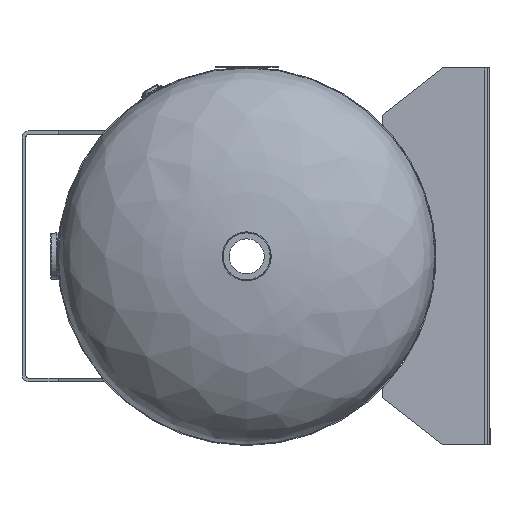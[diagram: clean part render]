
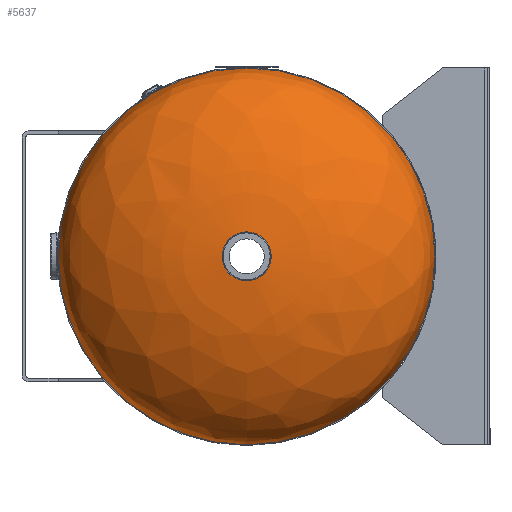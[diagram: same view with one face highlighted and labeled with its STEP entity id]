
A CAD part, left-side view. The second image highlights one B-rep face of the part: STEP entity #5637.
In plain terms, the highlighted free-form (B-spline) face has degree [2, 2] with [3, 9] control points.
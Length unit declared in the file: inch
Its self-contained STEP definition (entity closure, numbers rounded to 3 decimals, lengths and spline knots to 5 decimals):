
#124=ELLIPSE('',#6128,12.,6.0745);
#128=(
BOUNDED_SURFACE()
B_SPLINE_SURFACE(2,2,((#9031,#9032,#9033,#9034,#9035,#9036,#9037,#9038,
#9039),(#9040,#9041,#9042,#9043,#9044,#9045,#9046,#9047,#9048),(#9049,#9050,
#9051,#9052,#9053,#9054,#9055,#9056,#9057)),.UNSPECIFIED.,.F.,.T.,.F.)
B_SPLINE_SURFACE_WITH_KNOTS((3,3),(3,2,2,2,3),(0.,1.5708),
(0.,1.5708,3.14159,4.71239,6.28319),
 .UNSPECIFIED.)
GEOMETRIC_REPRESENTATION_ITEM()
RATIONAL_B_SPLINE_SURFACE(((1.,0.707,1.,0.707,1.,
0.707,1.,0.707,1.),(0.707,0.5,0.707,
0.5,0.707,0.5,0.707,0.5,0.707),(1.,
0.707,1.,0.707,1.,0.707,1.,0.707,
1.)))
REPRESENTATION_ITEM('')
SURFACE()
);
#253=CIRCLE('',#6104,1.34375);
#264=CIRCLE('',#6123,12.);
#1827=FACE_OUTER_BOUND('',#2215,.T.);
#2215=EDGE_LOOP('',(#4124,#4125,#4126,#4127));
#2748=VERTEX_POINT('',#8993);
#2759=VERTEX_POINT('',#9023);
#3298=EDGE_CURVE('',#2748,#2748,#253,.T.);
#3309=EDGE_CURVE('',#2759,#2759,#264,.T.);
#3312=EDGE_CURVE('',#2748,#2759,#124,.T.);
#4124=ORIENTED_EDGE('',*,*,#3298,.T.);
#4125=ORIENTED_EDGE('',*,*,#3312,.T.);
#4126=ORIENTED_EDGE('',*,*,#3309,.F.);
#4127=ORIENTED_EDGE('',*,*,#3312,.F.);
#5637=ADVANCED_FACE('',(#1827),#128,.T.);
#6104=AXIS2_PLACEMENT_3D('',#8994,#6654,#6655);
#6123=AXIS2_PLACEMENT_3D('',#9024,#6692,#6693);
#6128=AXIS2_PLACEMENT_3D('',#9058,#6702,#6703);
#6654=DIRECTION('center_axis',(0.,-1.,0.));
#6655=DIRECTION('ref_axis',(0.809,0.,-0.588));
#6692=DIRECTION('center_axis',(0.,-1.,0.));
#6693=DIRECTION('ref_axis',(1.,0.,0.));
#6702=DIRECTION('center_axis',(0.,0.,-1.));
#6703=DIRECTION('ref_axis',(1.,0.,0.));
#8993=CARTESIAN_POINT('',(1.34375,6.03629,0.));
#8994=CARTESIAN_POINT('Origin',(0.,6.03629,0.));
#9023=CARTESIAN_POINT('',(12.,0.,0.));
#9024=CARTESIAN_POINT('Origin',(0.,0.,0.));
#9031=CARTESIAN_POINT('Ctrl Pts',(12.,0.,0.));
#9032=CARTESIAN_POINT('Ctrl Pts',(12.,0.,12.));
#9033=CARTESIAN_POINT('Ctrl Pts',(0.,0.,12.));
#9034=CARTESIAN_POINT('Ctrl Pts',(-12.,0.,12.));
#9035=CARTESIAN_POINT('Ctrl Pts',(-12.,0.,0.));
#9036=CARTESIAN_POINT('Ctrl Pts',(-12.,0.,-12.));
#9037=CARTESIAN_POINT('Ctrl Pts',(0.,0.,-12.));
#9038=CARTESIAN_POINT('Ctrl Pts',(12.,0.,-12.));
#9039=CARTESIAN_POINT('Ctrl Pts',(12.,0.,0.));
#9040=CARTESIAN_POINT('Ctrl Pts',(12.,6.0745,0.));
#9041=CARTESIAN_POINT('Ctrl Pts',(12.,6.0745,12.));
#9042=CARTESIAN_POINT('Ctrl Pts',(0.,6.0745,12.));
#9043=CARTESIAN_POINT('Ctrl Pts',(-12.,6.0745,12.));
#9044=CARTESIAN_POINT('Ctrl Pts',(-12.,6.0745,0.));
#9045=CARTESIAN_POINT('Ctrl Pts',(-12.,6.0745,-12.));
#9046=CARTESIAN_POINT('Ctrl Pts',(0.,6.0745,-12.));
#9047=CARTESIAN_POINT('Ctrl Pts',(12.,6.0745,-12.));
#9048=CARTESIAN_POINT('Ctrl Pts',(12.,6.0745,0.));
#9049=CARTESIAN_POINT('Ctrl Pts',(0.,6.0745,0.));
#9050=CARTESIAN_POINT('Ctrl Pts',(0.,6.0745,0.));
#9051=CARTESIAN_POINT('Ctrl Pts',(0.,6.0745,0.));
#9052=CARTESIAN_POINT('Ctrl Pts',(0.,6.0745,0.));
#9053=CARTESIAN_POINT('Ctrl Pts',(0.,6.0745,0.));
#9054=CARTESIAN_POINT('Ctrl Pts',(0.,6.0745,0.));
#9055=CARTESIAN_POINT('Ctrl Pts',(0.,6.0745,0.));
#9056=CARTESIAN_POINT('Ctrl Pts',(0.,6.0745,0.));
#9057=CARTESIAN_POINT('Ctrl Pts',(0.,6.0745,0.));
#9058=CARTESIAN_POINT('Origin',(0.,0.,0.));
